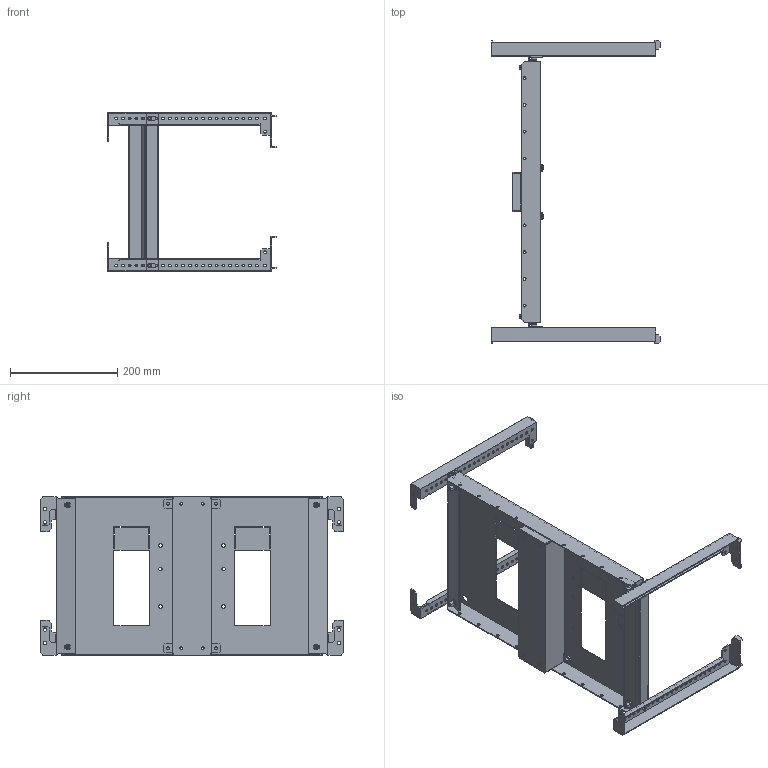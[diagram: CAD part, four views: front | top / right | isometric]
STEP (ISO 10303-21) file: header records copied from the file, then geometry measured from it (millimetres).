
FILE_DESCRIPTION (( 'STEP AP203' ), '1' );
FILE_NAME ('FO-00-HIVT-030-060 FORMAT Ê-ò ãîðèçîíò. ARMAT MCCB H_I âòû÷í. 3-4P 300õ600 IEK.STEP', '2024-07-26T16:35:58', ( '' ), ( '' ), 'SwSTEP 2.0', 'SolidWorks 2022', '' );
FILE_SCHEMA (( 'CONFIG_CONTROL_DESIGN' ));
Length unit declared in the file: millimetre
Products named in the file (1): FO-00-HIVT-030-060 FORMAT К-т горизонт. ARMAT MCCB H_I втычн. 3-4P 300х600 IEK
Bounding box: 314.5 x 565.63 x 297 mm (x, y, z)
Volume: 674899.8 mm3; surface area: 753408.5 mm2
Topology: 16 solids, 16 shells, 1352 faces, 3684 edges, 2424 vertices
Faces by surface type: plane 660, cylinder 572, cone 72, torus 48
Entity records: 44251 total; most frequent: CARTESIAN_POINT 8081, DIRECTION 7626, ORIENTED_EDGE 7368, EDGE_CURVE 3684, AXIS2_PLACEMENT_3D 2657, VERTEX_POINT 2424, LINE 2312, VECTOR 2312
